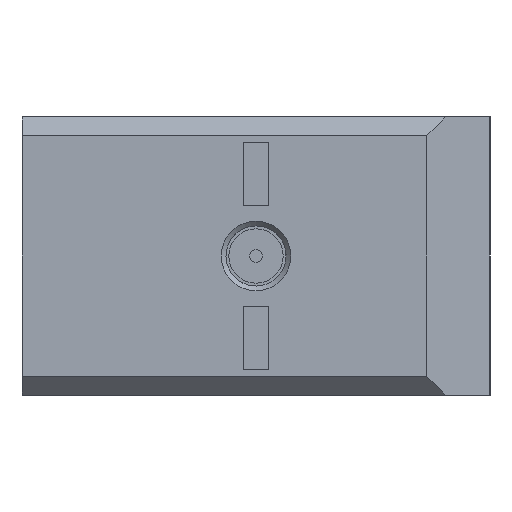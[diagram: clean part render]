
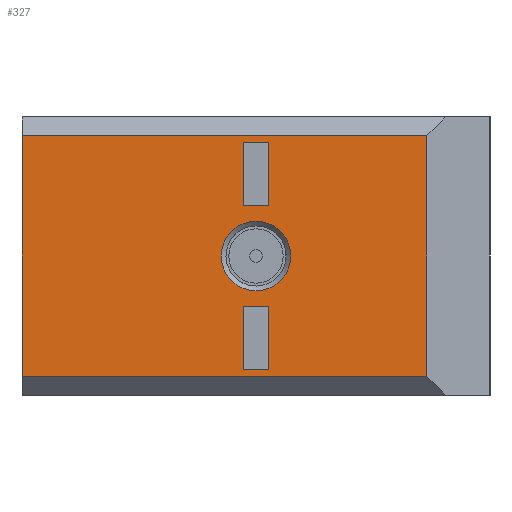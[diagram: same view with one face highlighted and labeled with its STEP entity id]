
A CAD part, left-side view. The second image highlights one B-rep face of the part: STEP entity #327.
In plain terms, the highlighted planar face has unit normal (-1, 0, 0).
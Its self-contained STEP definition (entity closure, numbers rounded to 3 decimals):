
#327=ADVANCED_FACE('',(#4806,#4808,#4810,#4812),#4814,.F.);
#4806=FACE_BOUND('',#4807,.T.);
#4807=EDGE_LOOP('',(#11638,#11639,#11640,#11641));
#4808=FACE_BOUND('',#4809,.T.);
#4809=EDGE_LOOP('',(#11642,#11643,#11644,#11645));
#4810=FACE_BOUND('',#4811,.T.);
#4811=EDGE_LOOP('',(#11646,#11647,#11648,#11649));
#4812=FACE_BOUND('',#4813,.T.);
#4813=EDGE_LOOP('',(#11650));
#4814=PLANE('',#4815);
#4815=AXIS2_PLACEMENT_3D('',#4816,#4817,#4818);
#4816=CARTESIAN_POINT('',(-9.4,-3.701,1.85));
#4817=DIRECTION('',(1.,0.,-0.));
#4818=DIRECTION('',(-0.,0.,-1.));
#11638=ORIENTED_EDGE('',*,*,#13814,.T.);
#11639=ORIENTED_EDGE('',*,*,#14121,.T.);
#11640=ORIENTED_EDGE('',*,*,#14122,.T.);
#11641=ORIENTED_EDGE('',*,*,#14123,.T.);
#11642=ORIENTED_EDGE('',*,*,#14124,.F.);
#11643=ORIENTED_EDGE('',*,*,#14125,.F.);
#11644=ORIENTED_EDGE('',*,*,#14126,.T.);
#11645=ORIENTED_EDGE('',*,*,#14127,.T.);
#11646=ORIENTED_EDGE('',*,*,#14128,.F.);
#11647=ORIENTED_EDGE('',*,*,#14129,.T.);
#11648=ORIENTED_EDGE('',*,*,#14130,.T.);
#11649=ORIENTED_EDGE('',*,*,#14131,.F.);
#11650=ORIENTED_EDGE('',*,*,#13766,.F.);
#13766=EDGE_CURVE('',#15047,#15047,#15048,.T.);
#13814=EDGE_CURVE('',#15136,#15134,#15137,.T.);
#14121=EDGE_CURVE('',#15134,#15748,#15749,.T.);
#14122=EDGE_CURVE('',#15748,#15750,#15751,.T.);
#14123=EDGE_CURVE('',#15750,#15136,#15752,.T.);
#14124=EDGE_CURVE('',#15753,#15754,#15755,.T.);
#14125=EDGE_CURVE('',#15756,#15753,#15757,.T.);
#14126=EDGE_CURVE('',#15756,#15758,#15759,.T.);
#14127=EDGE_CURVE('',#15758,#15754,#15760,.T.);
#14128=EDGE_CURVE('',#15761,#15762,#15763,.T.);
#14129=EDGE_CURVE('',#15761,#15764,#15765,.T.);
#14130=EDGE_CURVE('',#15764,#15766,#15767,.T.);
#14131=EDGE_CURVE('',#15762,#15766,#15768,.T.);
#15047=VERTEX_POINT('',#17414);
#15048=CIRCLE('',#17415,0.55);
#15134=VERTEX_POINT('',#17617);
#15136=VERTEX_POINT('',#17621);
#15137=LINE('',#17622,#17623);
#15748=VERTEX_POINT('',#22054);
#15749=LINE('',#22055,#22056);
#15750=VERTEX_POINT('',#22058);
#15751=LINE('',#22059,#22060);
#15752=LINE('',#22062,#22063);
#15753=VERTEX_POINT('',#22065);
#15754=VERTEX_POINT('',#22066);
#15755=LINE('',#22067,#22068);
#15756=VERTEX_POINT('',#22070);
#15757=LINE('',#22071,#22072);
#15758=VERTEX_POINT('',#22074);
#15759=LINE('',#22075,#22076);
#15760=LINE('',#22078,#22079);
#15761=VERTEX_POINT('',#22081);
#15762=VERTEX_POINT('',#22082);
#15763=LINE('',#22083,#22084);
#15764=VERTEX_POINT('',#22086);
#15765=LINE('',#22087,#22088);
#15766=VERTEX_POINT('',#22090);
#15767=LINE('',#22091,#22092);
#15768=LINE('',#22094,#22095);
#17414=CARTESIAN_POINT('',(-9.4,0.,0.6));
#17415=AXIS2_PLACEMENT_3D('',#17416,#17417,#17418);
#17416=CARTESIAN_POINT('',(-9.4,0.,0.05));
#17417=DIRECTION('',(-1.,-0.,0.));
#17418=DIRECTION('',(0.,0.,-1.));
#17617=CARTESIAN_POINT('',(-9.4,3.7,-1.85));
#17621=CARTESIAN_POINT('',(-9.4,3.7,1.95));
#17622=CARTESIAN_POINT('',(-9.4,3.7,1.95));
#17623=VECTOR('',#17624,1.);
#17624=DIRECTION('',(0.,0.,-1.));
#22054=CARTESIAN_POINT('',(-9.4,-2.7,-1.85));
#22055=CARTESIAN_POINT('',(-9.4,3.7,-1.85));
#22056=VECTOR('',#22057,1.);
#22057=DIRECTION('',(0.,-1.,0.));
#22058=CARTESIAN_POINT('',(-9.4,-2.7,1.95));
#22059=CARTESIAN_POINT('',(-9.4,-2.7,-1.85));
#22060=VECTOR('',#22061,1.);
#22061=DIRECTION('',(0.,0.,1.));
#22062=CARTESIAN_POINT('',(-9.4,-2.7,1.95));
#22063=VECTOR('',#22064,1.);
#22064=DIRECTION('',(0.,1.,0.));
#22065=CARTESIAN_POINT('',(-9.4,-0.2,1.85));
#22066=CARTESIAN_POINT('',(-9.4,0.2,1.85));
#22067=CARTESIAN_POINT('',(-9.4,-0.2,1.85));
#22068=VECTOR('',#22069,1.);
#22069=DIRECTION('',(0.,1.,0.));
#22070=CARTESIAN_POINT('',(-9.4,-0.2,0.85));
#22071=CARTESIAN_POINT('',(-9.4,-0.2,0.85));
#22072=VECTOR('',#22073,1.);
#22073=DIRECTION('',(0.,0.,1.));
#22074=CARTESIAN_POINT('',(-9.4,0.2,0.85));
#22075=CARTESIAN_POINT('',(-9.4,-0.2,0.85));
#22076=VECTOR('',#22077,1.);
#22077=DIRECTION('',(0.,1.,0.));
#22078=CARTESIAN_POINT('',(-9.4,0.2,0.85));
#22079=VECTOR('',#22080,1.);
#22080=DIRECTION('',(0.,0.,1.));
#22081=CARTESIAN_POINT('',(-9.4,-0.2,-1.75));
#22082=CARTESIAN_POINT('',(-9.4,-0.2,-0.75));
#22083=CARTESIAN_POINT('',(-9.4,-0.2,-1.75));
#22084=VECTOR('',#22085,1.);
#22085=DIRECTION('',(0.,0.,1.));
#22086=CARTESIAN_POINT('',(-9.4,0.2,-1.75));
#22087=CARTESIAN_POINT('',(-9.4,-0.2,-1.75));
#22088=VECTOR('',#22089,1.);
#22089=DIRECTION('',(0.,1.,0.));
#22090=CARTESIAN_POINT('',(-9.4,0.2,-0.75));
#22091=CARTESIAN_POINT('',(-9.4,0.2,-1.75));
#22092=VECTOR('',#22093,1.);
#22093=DIRECTION('',(0.,0.,1.));
#22094=CARTESIAN_POINT('',(-9.4,-0.2,-0.75));
#22095=VECTOR('',#22096,1.);
#22096=DIRECTION('',(0.,1.,0.));
